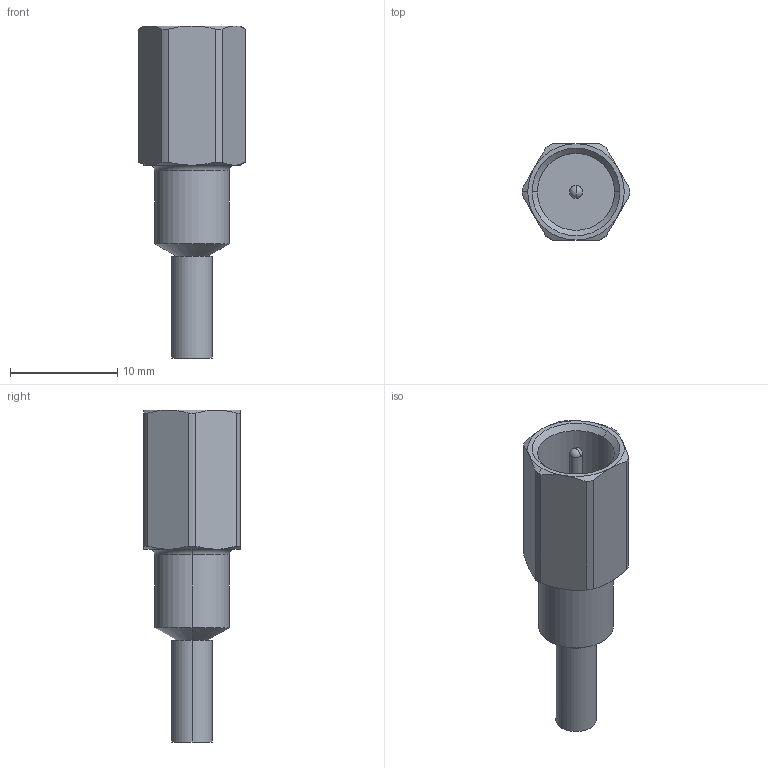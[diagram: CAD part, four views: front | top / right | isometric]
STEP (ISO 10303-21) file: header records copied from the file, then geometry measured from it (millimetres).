
FILE_DESCRIPTION (( 'STEP AP214' ), '1' );
FILE_NAME ('J01700A0010.STEP', '2013-04-25T12:40:04', ( 'Wartung1' ), ( '' ), 'SwSTEP 2.0', 'SolidWorks 2012', '' );
FILE_SCHEMA (( 'AUTOMOTIVE_DESIGN' ));
Length unit declared in the file: millimetre
Products named in the file (1): J01700A0010
Bounding box: 10 x 9 x 31 mm (x, y, z)
Volume: 1049.2 mm3; surface area: 1051.3 mm2
Topology: 1 solids, 1 shells, 61 faces, 136 edges, 82 vertices
Faces by surface type: cone 22, cylinder 21, plane 14, sphere 2, torus 2
Entity records: 2413 total; most frequent: CARTESIAN_POINT 382, DIRECTION 307, ORIENTED_EDGE 268, AXIS2_PLACEMENT_3D 135, EDGE_CURVE 134, VERTEX_POINT 82, CIRCLE 73, EDGE_LOOP 68
